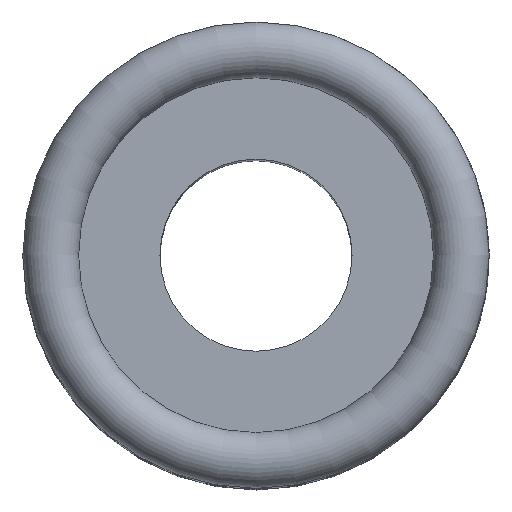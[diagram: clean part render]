
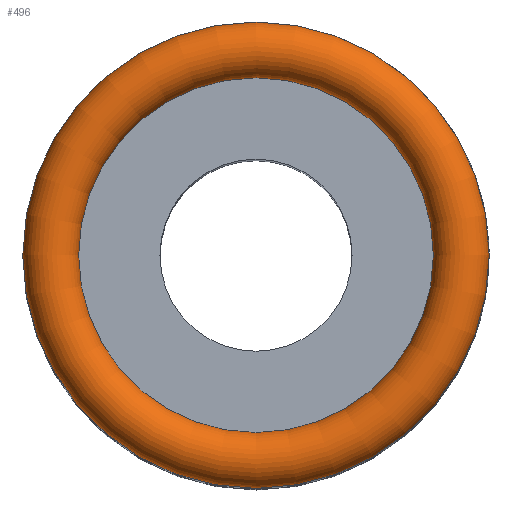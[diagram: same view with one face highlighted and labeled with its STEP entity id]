
A CAD part, top view. The second image highlights one B-rep face of the part: STEP entity #496.
In plain terms, the highlighted toroidal (fillet/blend) face has major radius 13.25 mm and minor radius 1.8 mm.
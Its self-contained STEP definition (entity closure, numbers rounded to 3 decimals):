
#36=TOROIDAL_SURFACE('',#550,13.25,1.8);
#42=CIRCLE('',#548,15.05);
#44=CIRCLE('',#551,11.45);
#142=ORIENTED_EDGE('',*,*,#274,.T.);
#143=ORIENTED_EDGE('',*,*,#272,.F.);
#272=EDGE_CURVE('',#338,#338,#42,.T.);
#274=EDGE_CURVE('',#340,#340,#44,.T.);
#338=VERTEX_POINT('',#827);
#340=VERTEX_POINT('',#832);
#380=EDGE_LOOP('',(#142));
#381=EDGE_LOOP('',(#143));
#430=FACE_BOUND('',#380,.T.);
#431=FACE_BOUND('',#381,.T.);
#496=ADVANCED_FACE('',(#430,#431),#36,.T.);
#548=AXIS2_PLACEMENT_3D('',#826,#626,#627);
#550=AXIS2_PLACEMENT_3D('',#830,#630,#631);
#551=AXIS2_PLACEMENT_3D('',#831,#632,#633);
#626=DIRECTION('',(0.,0.,-1.));
#627=DIRECTION('',(-1.,0.,0.));
#630=DIRECTION('',(0.,0.,-1.));
#631=DIRECTION('',(-1.,0.,0.));
#632=DIRECTION('',(0.,0.,-1.));
#633=DIRECTION('',(-1.,0.,0.));
#826=CARTESIAN_POINT('',(0.,0.,30.3));
#827=CARTESIAN_POINT('',(-15.05,0.,30.3));
#830=CARTESIAN_POINT('',(0.,0.,30.3));
#831=CARTESIAN_POINT('',(0.,0.,30.3));
#832=CARTESIAN_POINT('',(-11.45,0.,30.3));
